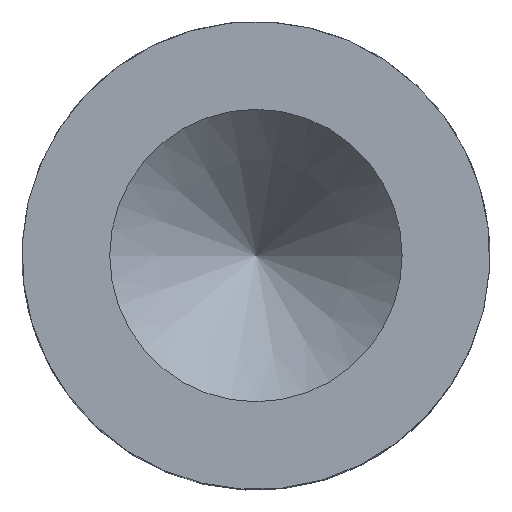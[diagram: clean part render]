
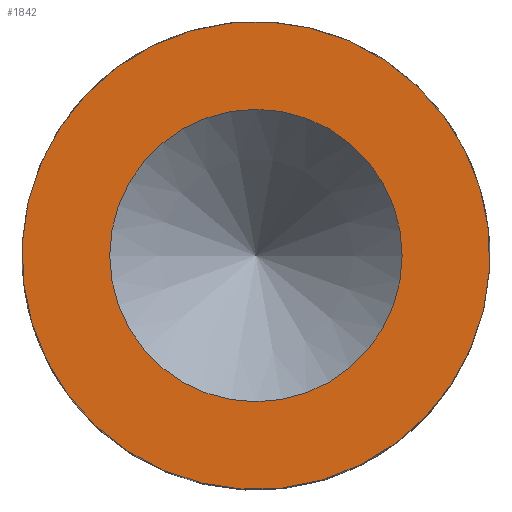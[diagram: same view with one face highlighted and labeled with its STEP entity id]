
A CAD part, top view. The second image highlights one B-rep face of the part: STEP entity #1842.
In plain terms, the highlighted planar face has unit normal (0, 0, 1).
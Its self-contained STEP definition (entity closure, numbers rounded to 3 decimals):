
#37=FACE_BOUND('',#321,.T.);
#138=PLANE('',#1987);
#212=FACE_OUTER_BOUND('',#320,.T.);
#320=EDGE_LOOP('',(#1347));
#321=EDGE_LOOP('',(#1348));
#422=CIRCLE('',#1956,7.5);
#443=CIRCLE('',#1988,12.);
#777=VERTEX_POINT('',#2977);
#859=VERTEX_POINT('',#8212);
#973=EDGE_CURVE('',#777,#777,#422,.T.);
#1055=EDGE_CURVE('',#859,#859,#443,.T.);
#1347=ORIENTED_EDGE('',*,*,#1055,.T.);
#1348=ORIENTED_EDGE('',*,*,#973,.T.);
#1842=ADVANCED_FACE('',(#212,#37),#138,.T.);
#1956=AXIS2_PLACEMENT_3D('',#2978,#2112,#2113);
#1987=AXIS2_PLACEMENT_3D('',#8211,#2195,#2196);
#1988=AXIS2_PLACEMENT_3D('',#8213,#2197,#2198);
#2112=DIRECTION('center_axis',(0.,0.,-1.));
#2113=DIRECTION('ref_axis',(-1.,0.,0.));
#2195=DIRECTION('center_axis',(0.,0.,1.));
#2196=DIRECTION('ref_axis',(-1.,0.,0.));
#2197=DIRECTION('center_axis',(0.,0.,1.));
#2198=DIRECTION('ref_axis',(-1.,0.,0.));
#2977=CARTESIAN_POINT('',(7.5,0.,12.));
#2978=CARTESIAN_POINT('Origin',(0.,0.,12.));
#8211=CARTESIAN_POINT('Origin',(0.,0.,12.));
#8212=CARTESIAN_POINT('',(11.977,-0.735,12.));
#8213=CARTESIAN_POINT('Origin',(0.,0.,12.));
